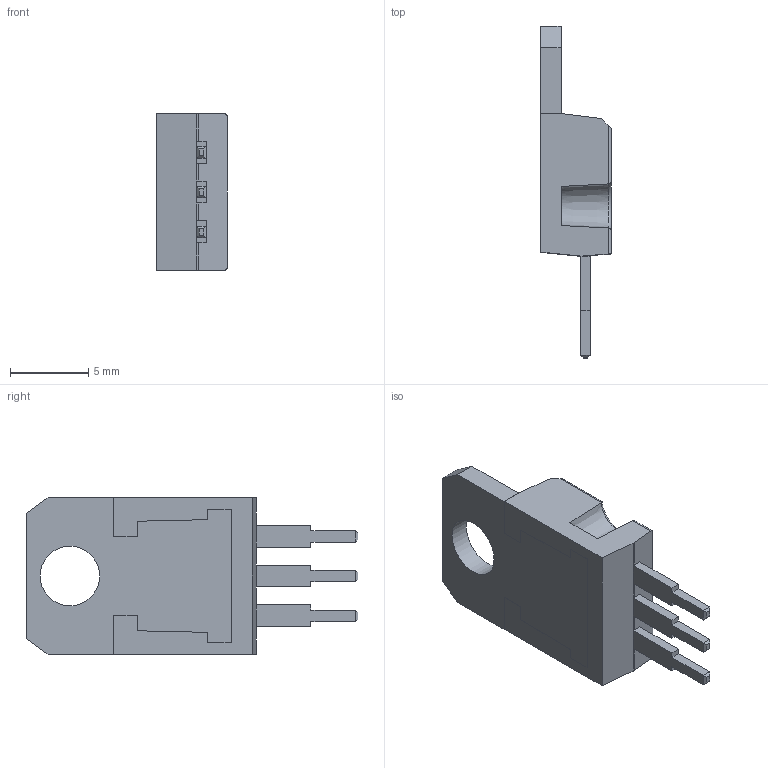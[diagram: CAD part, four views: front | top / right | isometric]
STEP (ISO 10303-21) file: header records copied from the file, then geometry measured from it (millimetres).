
FILE_DESCRIPTION(/* description */ ('Alibre Inc.'),/* implementation_level */ '2;1');
FILE_NAME(/* name */ 'export0',/* time_stamp */ '2013-09-01T01:06:23+03:00',/* author */ (''),/* organization */ (''),/* preprocessor_version */ 'ST-DEVELOPER v14',/* originating_system */ 'Alibre',/* authorisation */ '');
FILE_SCHEMA (('AUTOMOTIVE_DESIGN'));
Length unit declared in the file: centimetre
Bounding box: 4.51 x 21.2 x 10.01 mm (x, y, z)
Volume: 448.5 mm3; surface area: 532.7 mm2
Topology: 1 solids, 1 shells, 86 faces, 226 edges, 142 vertices
Faces by surface type: plane 77, cylinder 5, torus 2, cone 2
Full cylindrical faces by diameter (mm): 3.8 x1
Entity records: 2705 total; most frequent: CARTESIAN_POINT 619, ORIENTED_EDGE 450, DIRECTION 304, EDGE_CURVE 225, VECTOR 190, LINE 190, VERTEX_POINT 142, AXIS2_PLACEMENT_3D 95
